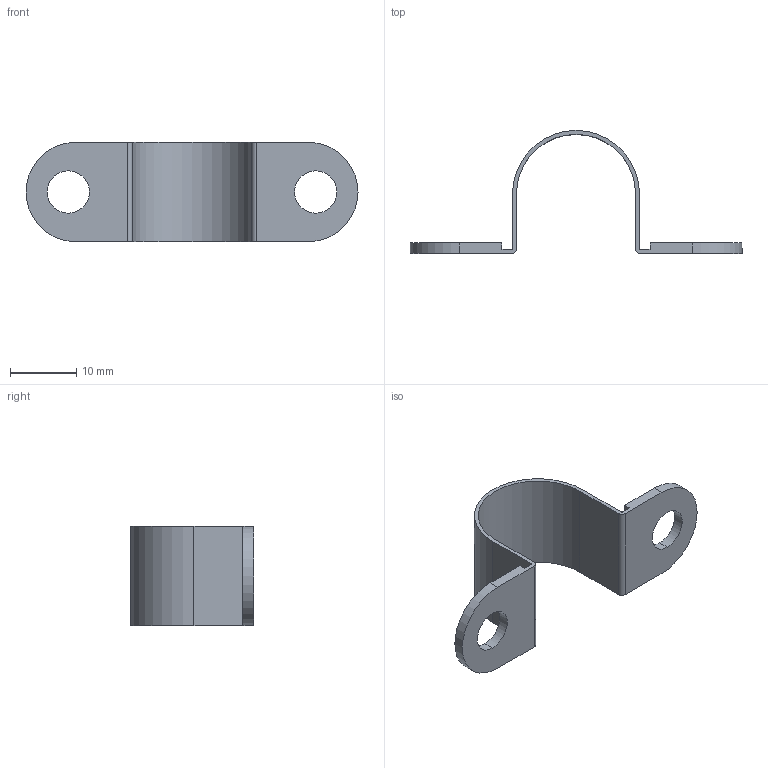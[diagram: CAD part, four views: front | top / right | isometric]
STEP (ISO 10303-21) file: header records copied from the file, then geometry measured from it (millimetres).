
FILE_DESCRIPTION (( 'STEP AP203' ), '1' );
FILE_NAME ('3D-R395_18_173762260.STEP', '2024-08-29T20:27:53', ( '' ), ( '' ), 'SwSTEP 2.0', 'SolidWorks 2024', '' );
FILE_SCHEMA (( 'CONFIG_CONTROL_DESIGN' ));
Length unit declared in the file: millimetre
Products named in the file (1): 3D-R395_18_173762260
Bounding box: 50.2 x 18.6 x 15 mm (x, y, z)
Volume: 937.7 mm3; surface area: 2381.7 mm2
Topology: 1 solids, 1 shells, 26 faces, 72 edges, 48 vertices
Faces by surface type: plane 14, cylinder 12
Entity records: 925 total; most frequent: DIRECTION 150, CARTESIAN_POINT 147, ORIENTED_EDGE 144, EDGE_CURVE 72, AXIS2_PLACEMENT_3D 51, VECTOR 48, LINE 48, VERTEX_POINT 48
